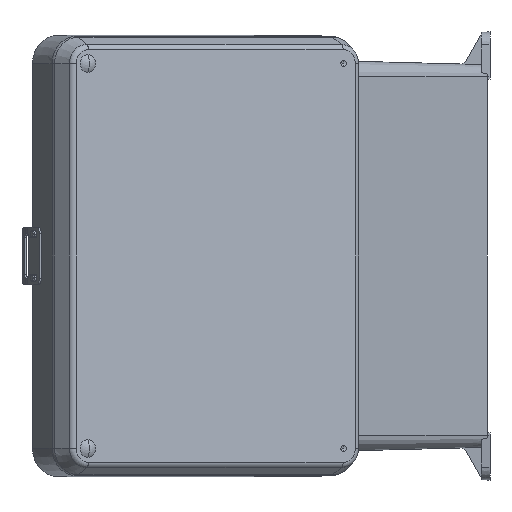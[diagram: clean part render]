
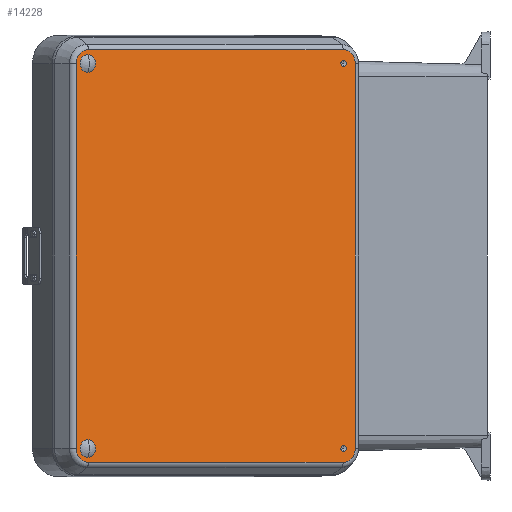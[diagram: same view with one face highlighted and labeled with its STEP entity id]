
A CAD part, left-side view. The second image highlights one B-rep face of the part: STEP entity #14228.
In plain terms, the highlighted face is planar.
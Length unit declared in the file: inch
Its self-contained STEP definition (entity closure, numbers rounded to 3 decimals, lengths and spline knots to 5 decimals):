
#138 = ORIENTED_EDGE ( 'NONE', *, *, #28753, .T. ) ;
#140 = ORIENTED_EDGE ( 'NONE', *, *, #28752, .T. ) ;
#142 = ORIENTED_EDGE ( 'NONE', *, *, #28751, .T. ) ;
#145 = ORIENTED_EDGE ( 'NONE', *, *, #28750, .T. ) ;
#148 = ORIENTED_EDGE ( 'NONE', *, *, #28749, .T. ) ;
#150 = ORIENTED_EDGE ( 'NONE', *, *, #28748, .T. ) ;
#152 = ORIENTED_EDGE ( 'NONE', *, *, #28747, .T. ) ;
#155 = ORIENTED_EDGE ( 'NONE', *, *, #28746, .T. ) ;
#158 = ORIENTED_EDGE ( 'NONE', *, *, #28624, .F. ) ;
#160 = ORIENTED_EDGE ( 'NONE', *, *, #28745, .F. ) ;
#163 = ORIENTED_EDGE ( 'NONE', *, *, #28620, .F. ) ;
#166 = ORIENTED_EDGE ( 'NONE', *, *, #28744, .F. ) ;
#169 = ORIENTED_EDGE ( 'NONE', *, *, #28743, .T. ) ;
#172 = ORIENTED_EDGE ( 'NONE', *, *, #28617, .T. ) ;
#175 = ORIENTED_EDGE ( 'NONE', *, *, #28742, .T. ) ;
#177 = ORIENTED_EDGE ( 'NONE', *, *, #28614, .T. ) ;
#3064 = PLANE ( 'NONE',  #4295 ) ;
#3073 = CARTESIAN_POINT ( 'NONE',  ( 3.0625, 1.378, 4.0675 ) ) ;
#3074 = DIRECTION ( 'NONE',  ( 0., -1., 0. ) ) ;
#3075 = DIRECTION ( 'NONE',  ( 0., 0., -1. ) ) ;
#4295 = AXIS2_PLACEMENT_3D ( 'NONE', #3073, #3074, #3075 ) ;
#5741 = FACE_BOUND ( 'NONE', #38649, .T. ) ;
#5747 = FACE_BOUND ( 'NONE', #38647, .T. ) ;
#5753 = FACE_BOUND ( 'NONE', #38680, .T. ) ;
#5757 = FACE_OUTER_BOUND ( 'NONE', #38651, .T. ) ;
#5759 = FACE_BOUND ( 'NONE', #38650, .T. ) ;
#7468 = VERTEX_POINT ( 'NONE', #37923 ) ;
#7545 = VERTEX_POINT ( 'NONE', #37830 ) ;
#7560 = VERTEX_POINT ( 'NONE', #37813 ) ;
#7563 = VERTEX_POINT ( 'NONE', #37810 ) ;
#7572 = VERTEX_POINT ( 'NONE', #37800 ) ;
#7579 = VERTEX_POINT ( 'NONE', #37793 ) ;
#7588 = VERTEX_POINT ( 'NONE', #37784 ) ;
#7597 = VERTEX_POINT ( 'NONE', #37775 ) ;
#14228 = ADVANCED_FACE ( 'NONE', ( #5741, #5753, #5759, #5747, #5757 ), #3064, .F. ) ;
#17092 = VERTEX_POINT ( 'NONE', #17895 ) ;
#17895 = CARTESIAN_POINT ( 'NONE',  ( -3.0625, 1.378, 4.36411 ) ) ;
#18428 = CARTESIAN_POINT ( 'NONE',  ( 3.0625, 1.378, 4.36411 ) ) ;
#18564 = CARTESIAN_POINT ( 'NONE',  ( 3.35911, 1.378, 4.0675 ) ) ;
#18565 = CARTESIAN_POINT ( 'NONE',  ( 3.35911, 1.378, -4.0675 ) ) ;
#18568 = CARTESIAN_POINT ( 'NONE',  ( 3.0625, 1.378, -4.36411 ) ) ;
#18569 = CARTESIAN_POINT ( 'NONE',  ( -3.35911, 1.378, -4.0675 ) ) ;
#18570 = CARTESIAN_POINT ( 'NONE',  ( -3.0625, 1.378, -4.36411 ) ) ;
#19390 = CARTESIAN_POINT ( 'NONE',  ( -3.35911, 1.378, 4.0675 ) ) ;
#20169 = VERTEX_POINT ( 'NONE', #18428 ) ;
#20834 = VERTEX_POINT ( 'NONE', #18564 ) ;
#20835 = VERTEX_POINT ( 'NONE', #18565 ) ;
#20838 = VERTEX_POINT ( 'NONE', #18568 ) ;
#20839 = VERTEX_POINT ( 'NONE', #18569 ) ;
#20840 = VERTEX_POINT ( 'NONE', #18570 ) ;
#22891 = VERTEX_POINT ( 'NONE', #19390 ) ;
#23939 = CARTESIAN_POINT ( 'NONE',  ( 3.075, 1.378, -4.075 ) ) ;
#23941 = DIRECTION ( 'NONE',  ( 0., -1., 0. ) ) ;
#23942 = DIRECTION ( 'NONE',  ( 0., 0., -1. ) ) ;
#23944 = CARTESIAN_POINT ( 'NONE',  ( 3.075, 1.378, 4.075 ) ) ;
#23945 = DIRECTION ( 'NONE',  ( 0., -1., 0. ) ) ;
#23946 = DIRECTION ( 'NONE',  ( 0., 0., -1. ) ) ;
#23947 = CARTESIAN_POINT ( 'NONE',  ( 3.35911, 1.378, -4.0675 ) ) ;
#23948 = DIRECTION ( 'NONE',  ( 0., 0., -1. ) ) ;
#23949 = CARTESIAN_POINT ( 'NONE',  ( -3.075, 1.378, -4.075 ) ) ;
#23950 = DIRECTION ( 'NONE',  ( 0., 1., 0. ) ) ;
#23951 = DIRECTION ( 'NONE',  ( 0., 0., 1. ) ) ;
#23952 = DIRECTION ( 'NONE',  ( -1., 0., 0. ) ) ;
#23953 = CARTESIAN_POINT ( 'NONE',  ( -3.075, 1.378, 4.075 ) ) ;
#23955 = DIRECTION ( 'NONE',  ( 0., 1., 0. ) ) ;
#23957 = DIRECTION ( 'NONE',  ( 0., 0., 1. ) ) ;
#23959 = CARTESIAN_POINT ( 'NONE',  ( -3.0625, 1.378, -4.36411 ) ) ;
#23960 = CARTESIAN_POINT ( 'NONE',  ( -3.35911, 1.378, 4.0675 ) ) ;
#23962 = DIRECTION ( 'NONE',  ( 0., 0., 1. ) ) ;
#23964 = CARTESIAN_POINT ( 'NONE',  ( 3.0625, 1.378, -4.0675 ) ) ;
#23966 = DIRECTION ( 'NONE',  ( 0., 1., 0. ) ) ;
#23968 = DIRECTION ( 'NONE',  ( 0., 0., -1. ) ) ;
#23969 = CARTESIAN_POINT ( 'NONE',  ( 3.0625, 1.378, 4.36411 ) ) ;
#23971 = DIRECTION ( 'NONE',  ( 1., 0., 0. ) ) ;
#23972 = CARTESIAN_POINT ( 'NONE',  ( -3.0625, 1.378, -4.0675 ) ) ;
#23973 = DIRECTION ( 'NONE',  ( 0., 1., 0. ) ) ;
#23974 = DIRECTION ( 'NONE',  ( 0., 0., -1. ) ) ;
#23975 = CARTESIAN_POINT ( 'NONE',  ( -3.0625, 1.378, 4.0675 ) ) ;
#23977 = DIRECTION ( 'NONE',  ( 0., 1., 0. ) ) ;
#23979 = DIRECTION ( 'NONE',  ( 0., 0., -1. ) ) ;
#23983 = CARTESIAN_POINT ( 'NONE',  ( 3.0625, 1.378, 4.0675 ) ) ;
#23985 = DIRECTION ( 'NONE',  ( 0., 1., 0. ) ) ;
#23986 = DIRECTION ( 'NONE',  ( 0., 0., -1. ) ) ;
#28614 = EDGE_CURVE ( 'NONE', #7560, #7563, #34260, .T. ) ;
#28617 = EDGE_CURVE ( 'NONE', #7468, #7579, #34263, .T. ) ;
#28620 = EDGE_CURVE ( 'NONE', #7572, #7588, #34266, .T. ) ;
#28624 = EDGE_CURVE ( 'NONE', #7597, #7545, #34272, .T. ) ;
#28742 = EDGE_CURVE ( 'NONE', #7563, #7560, #34450, .T. ) ;
#28743 = EDGE_CURVE ( 'NONE', #7579, #7468, #34452, .T. ) ;
#28744 = EDGE_CURVE ( 'NONE', #7588, #7572, #34453, .T. ) ;
#28745 = EDGE_CURVE ( 'NONE', #7545, #7597, #34454, .T. ) ;
#28746 = EDGE_CURVE ( 'NONE', #20834, #20835, #34455, .T. ) ;
#28747 = EDGE_CURVE ( 'NONE', #20835, #20838, #34444, .T. ) ;
#28748 = EDGE_CURVE ( 'NONE', #20838, #20840, #34458, .T. ) ;
#28749 = EDGE_CURVE ( 'NONE', #20840, #20839, #34459, .T. ) ;
#28750 = EDGE_CURVE ( 'NONE', #20839, #22891, #34461, .T. ) ;
#28751 = EDGE_CURVE ( 'NONE', #22891, #17092, #34462, .T. ) ;
#28752 = EDGE_CURVE ( 'NONE', #17092, #20169, #34464, .T. ) ;
#28753 = EDGE_CURVE ( 'NONE', #20169, #20834, #34465, .T. ) ;
#31578 = AXIS2_PLACEMENT_3D ( 'NONE', #33888, #33889, #33890 ) ;
#31581 = AXIS2_PLACEMENT_3D ( 'NONE', #33897, #33898, #33899 ) ;
#31583 = AXIS2_PLACEMENT_3D ( 'NONE', #33905, #33906, #33907 ) ;
#31585 = AXIS2_PLACEMENT_3D ( 'NONE', #33915, #33916, #33917 ) ;
#31636 = AXIS2_PLACEMENT_3D ( 'NONE', #23939, #23941, #23942 ) ;
#31637 = AXIS2_PLACEMENT_3D ( 'NONE', #23944, #23945, #23946 ) ;
#31638 = AXIS2_PLACEMENT_3D ( 'NONE', #23949, #23950, #23951 ) ;
#31639 = AXIS2_PLACEMENT_3D ( 'NONE', #23953, #23955, #23957 ) ;
#31640 = AXIS2_PLACEMENT_3D ( 'NONE', #23964, #23966, #23968 ) ;
#31641 = AXIS2_PLACEMENT_3D ( 'NONE', #23972, #23973, #23974 ) ;
#31642 = AXIS2_PLACEMENT_3D ( 'NONE', #23975, #23977, #23979 ) ;
#31643 = AXIS2_PLACEMENT_3D ( 'NONE', #23983, #23985, #23986 ) ;
#33888 = CARTESIAN_POINT ( 'NONE',  ( 3.075, 1.378, -4.075 ) ) ;
#33889 = DIRECTION ( 'NONE',  ( 0., -1., 0. ) ) ;
#33890 = DIRECTION ( 'NONE',  ( 0., 0., -1. ) ) ;
#33897 = CARTESIAN_POINT ( 'NONE',  ( 3.075, 1.378, 4.075 ) ) ;
#33898 = DIRECTION ( 'NONE',  ( 0., -1., 0. ) ) ;
#33899 = DIRECTION ( 'NONE',  ( 0., 0., -1. ) ) ;
#33905 = CARTESIAN_POINT ( 'NONE',  ( -3.075, 1.378, -4.075 ) ) ;
#33906 = DIRECTION ( 'NONE',  ( 0., 1., 0. ) ) ;
#33907 = DIRECTION ( 'NONE',  ( 0., 0., 1. ) ) ;
#33915 = CARTESIAN_POINT ( 'NONE',  ( -3.075, 1.378, 4.075 ) ) ;
#33916 = DIRECTION ( 'NONE',  ( 0., 1., 0. ) ) ;
#33917 = DIRECTION ( 'NONE',  ( 0., 0., 1. ) ) ;
#34260 = CIRCLE ( 'NONE', #31578, 0.1875 ) ;
#34263 = CIRCLE ( 'NONE', #31581, 0.1875 ) ;
#34266 = CIRCLE ( 'NONE', #31583, 0.066 ) ;
#34272 = CIRCLE ( 'NONE', #31585, 0.066 ) ;
#34444 = CIRCLE ( 'NONE', #31640, 0.29661 ) ;
#34450 = CIRCLE ( 'NONE', #31636, 0.1875 ) ;
#34452 = CIRCLE ( 'NONE', #31637, 0.1875 ) ;
#34453 = CIRCLE ( 'NONE', #31638, 0.066 ) ;
#34454 = CIRCLE ( 'NONE', #31639, 0.066 ) ;
#34455 = LINE ( 'NONE', #23947, #34457 ) ;
#34457 = VECTOR ( 'NONE', #23948, 39.37008 ) ;
#34458 = LINE ( 'NONE', #23959, #34460 ) ;
#34459 = CIRCLE ( 'NONE', #31641, 0.29661 ) ;
#34460 = VECTOR ( 'NONE', #23952, 39.37008 ) ;
#34461 = LINE ( 'NONE', #23960, #34463 ) ;
#34462 = CIRCLE ( 'NONE', #31642, 0.29661 ) ;
#34463 = VECTOR ( 'NONE', #23962, 39.37008 ) ;
#34464 = LINE ( 'NONE', #23969, #34466 ) ;
#34465 = CIRCLE ( 'NONE', #31643, 0.29661 ) ;
#34466 = VECTOR ( 'NONE', #23971, 39.37008 ) ;
#37775 = CARTESIAN_POINT ( 'NONE',  ( -3.075, 1.378, 4.009 ) ) ;
#37784 = CARTESIAN_POINT ( 'NONE',  ( -3.075, 1.378, -4.009 ) ) ;
#37793 = CARTESIAN_POINT ( 'NONE',  ( 3.075, 1.378, 4.2625 ) ) ;
#37800 = CARTESIAN_POINT ( 'NONE',  ( -3.075, 1.378, -4.141 ) ) ;
#37810 = CARTESIAN_POINT ( 'NONE',  ( 3.075, 1.378, -3.8875 ) ) ;
#37813 = CARTESIAN_POINT ( 'NONE',  ( 3.075, 1.378, -4.2625 ) ) ;
#37830 = CARTESIAN_POINT ( 'NONE',  ( -3.075, 1.378, 4.141 ) ) ;
#37923 = CARTESIAN_POINT ( 'NONE',  ( 3.075, 1.378, 3.8875 ) ) ;
#38647 = EDGE_LOOP ( 'NONE', ( #160, #158 ) ) ;
#38649 = EDGE_LOOP ( 'NONE', ( #177, #175 ) ) ;
#38650 = EDGE_LOOP ( 'NONE', ( #166, #163 ) ) ;
#38651 = EDGE_LOOP ( 'NONE', ( #155, #152, #150, #148, #145, #142, #140, #138 ) ) ;
#38680 = EDGE_LOOP ( 'NONE', ( #172, #169 ) ) ;
